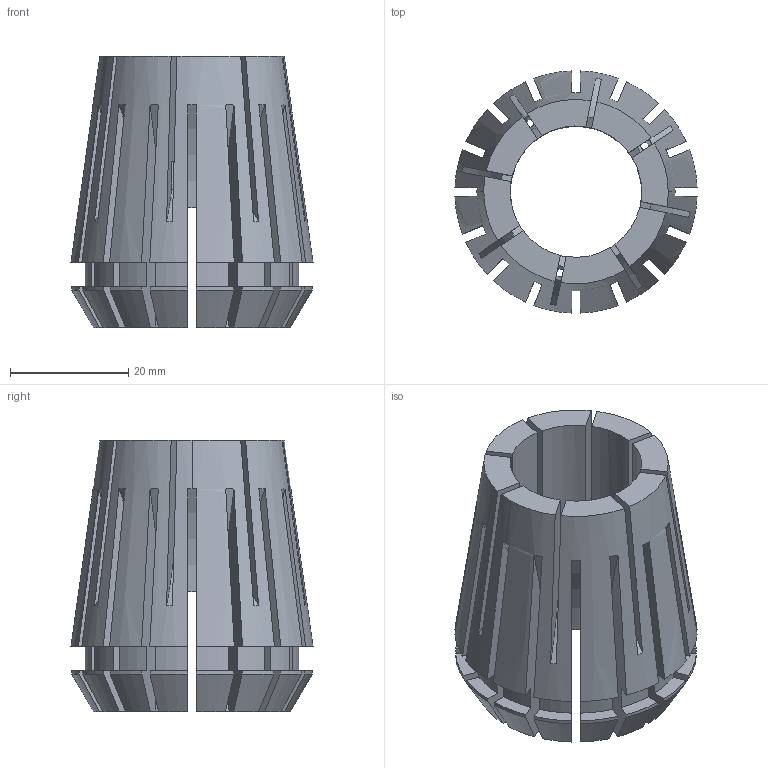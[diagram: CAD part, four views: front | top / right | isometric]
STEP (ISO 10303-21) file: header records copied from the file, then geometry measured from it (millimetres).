
FILE_DESCRIPTION (( 'STEP AP203' ), '1' );
FILE_NAME ('STP-5250-112-040-A56-0(04441-0.875).STEP', '2022-09-01T07:50:14', ( '' ), ( '' ), 'SwSTEP 2.0', 'SolidWorks 2017', '' );
FILE_SCHEMA (( 'CONFIG_CONTROL_DESIGN' ));
Length unit declared in the file: millimetre
Products named in the file (1): STP-5250-112-040-A56-0(04441-0.875)
Bounding box: 40.97 x 40.97 x 46 mm (x, y, z)
Volume: 23573.7 mm3; surface area: 18453.5 mm2
Topology: 1 solids, 1 shells, 211 faces, 642 edges, 428 vertices
Faces by surface type: plane 102, cylinder 91, cone 18
Entity records: 7588 total; most frequent: CARTESIAN_POINT 1799, ORIENTED_EDGE 1284, DIRECTION 1156, EDGE_CURVE 642, AXIS2_PLACEMENT_3D 444, VERTEX_POINT 428, LINE 268, VECTOR 268
